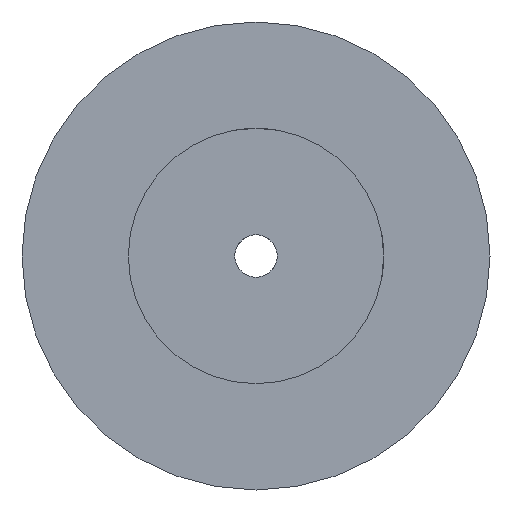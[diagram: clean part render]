
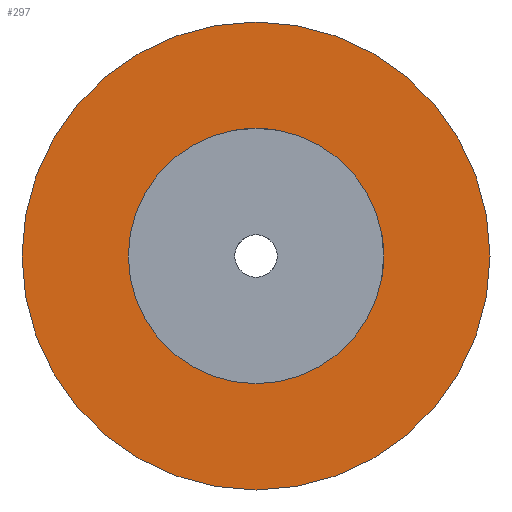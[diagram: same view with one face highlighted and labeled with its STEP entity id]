
A CAD part, front view. The second image highlights one B-rep face of the part: STEP entity #297.
In plain terms, the highlighted planar face has unit normal (0, -1, 0).
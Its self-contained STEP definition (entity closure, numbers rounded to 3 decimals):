
#7 = CARTESIAN_POINT ( 'NONE',  ( 0., 7., 15. ) ) ;
#38 = VERTEX_POINT ( 'NONE', #445 ) ;
#73 = CARTESIAN_POINT ( 'NONE',  ( 0., 7., 0. ) ) ;
#75 = EDGE_CURVE ( 'NONE', #557, #38, #468, .T. ) ;
#92 = AXIS2_PLACEMENT_3D ( 'NONE', #290, #365, #187 ) ;
#108 = AXIS2_PLACEMENT_3D ( 'NONE', #212, #201, #618 ) ;
#146 = AXIS2_PLACEMENT_3D ( 'NONE', #73, #679, #318 ) ;
#160 = CARTESIAN_POINT ( 'NONE',  ( 0., 7., 0. ) ) ;
#173 = CIRCLE ( 'NONE', #583, 27.5 ) ;
#187 = DIRECTION ( 'NONE',  ( 0., 0., -1. ) ) ;
#201 = DIRECTION ( 'NONE',  ( 0., -1., 0. ) ) ;
#212 = CARTESIAN_POINT ( 'NONE',  ( 15., 7., 0. ) ) ;
#223 = VERTEX_POINT ( 'NONE', #300 ) ;
#228 = EDGE_CURVE ( 'NONE', #484, #223, #255, .T. ) ;
#242 = CIRCLE ( 'NONE', #146, 15. ) ;
#255 = CIRCLE ( 'NONE', #92, 27.5 ) ;
#277 = EDGE_CURVE ( 'NONE', #38, #557, #242, .T. ) ;
#290 = CARTESIAN_POINT ( 'NONE',  ( 0., 7., 0. ) ) ;
#297 = ADVANCED_FACE ( 'NONE', ( #385, #547 ), #670, .T. ) ;
#300 = CARTESIAN_POINT ( 'NONE',  ( 0., 7., -27.5 ) ) ;
#318 = DIRECTION ( 'NONE',  ( 0., 0., -1. ) ) ;
#325 = DIRECTION ( 'NONE',  ( 0., -1., 0. ) ) ;
#339 = CARTESIAN_POINT ( 'NONE',  ( 0., 7., 27.5 ) ) ;
#365 = DIRECTION ( 'NONE',  ( 0., -1., 0. ) ) ;
#385 = FACE_OUTER_BOUND ( 'NONE', #413, .T. ) ;
#397 = DIRECTION ( 'NONE',  ( 0., 0., -1. ) ) ;
#413 = EDGE_LOOP ( 'NONE', ( #575, #732 ) ) ;
#445 = CARTESIAN_POINT ( 'NONE',  ( 0., 7., -15. ) ) ;
#468 = CIRCLE ( 'NONE', #691, 15. ) ;
#472 = ORIENTED_EDGE ( 'NONE', *, *, #75, .F. ) ;
#484 = VERTEX_POINT ( 'NONE', #339 ) ;
#491 = EDGE_CURVE ( 'NONE', #223, #484, #173, .T. ) ;
#496 = CARTESIAN_POINT ( 'NONE',  ( 0., 7., 0. ) ) ;
#504 = ORIENTED_EDGE ( 'NONE', *, *, #277, .F. ) ;
#547 = FACE_BOUND ( 'NONE', #737, .T. ) ;
#557 = VERTEX_POINT ( 'NONE', #7 ) ;
#575 = ORIENTED_EDGE ( 'NONE', *, *, #491, .T. ) ;
#583 = AXIS2_PLACEMENT_3D ( 'NONE', #160, #638, #397 ) ;
#618 = DIRECTION ( 'NONE',  ( 0., 0., -1. ) ) ;
#638 = DIRECTION ( 'NONE',  ( 0., -1., 0. ) ) ;
#670 = PLANE ( 'NONE',  #108 ) ;
#679 = DIRECTION ( 'NONE',  ( 0., -1., 0. ) ) ;
#691 = AXIS2_PLACEMENT_3D ( 'NONE', #496, #325, #735 ) ;
#732 = ORIENTED_EDGE ( 'NONE', *, *, #228, .T. ) ;
#735 = DIRECTION ( 'NONE',  ( 0., 0., -1. ) ) ;
#737 = EDGE_LOOP ( 'NONE', ( #504, #472 ) ) ;
